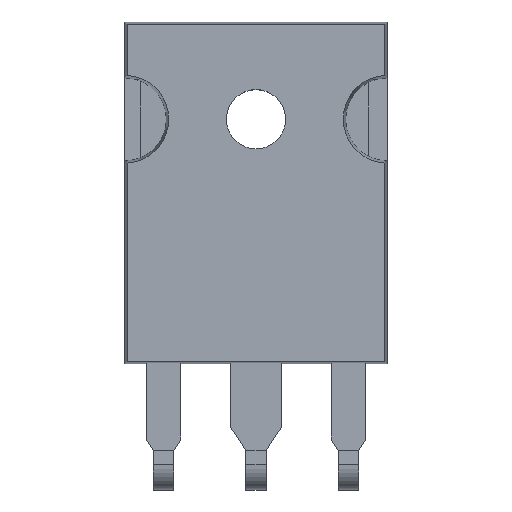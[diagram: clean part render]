
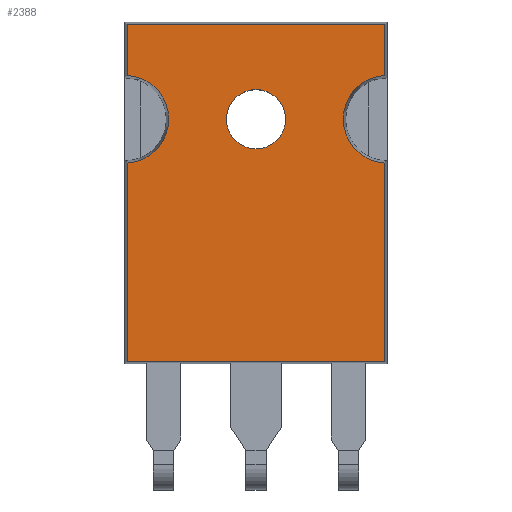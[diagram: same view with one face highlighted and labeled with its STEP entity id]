
A CAD part, top view. The second image highlights one B-rep face of the part: STEP entity #2388.
In plain terms, the highlighted planar face has unit normal (0, 0, 1).
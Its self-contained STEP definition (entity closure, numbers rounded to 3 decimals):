
#2054=CARTESIAN_POINT('',(1.75,21.39,5.3));
#2055=VERTEX_POINT('',#2054);
#2071=CARTESIAN_POINT('',(-1.75,21.39,5.3));
#2072=VERTEX_POINT('',#2071);
#2079=CARTESIAN_POINT('',(0.,21.39,5.3));
#2080=DIRECTION('',(0.0,0.0,-1.0));
#2081=DIRECTION('',(1.0,0.0,0.0));
#2082=AXIS2_PLACEMENT_3D('',#2079,#2080,#2081);
#2083=CIRCLE('',#2082,1.75);
#2084=EDGE_CURVE('',#2055,#2072,#2083,.T.);
#2095=CARTESIAN_POINT('',(0.,21.39,5.3));
#2096=DIRECTION('',(0.0,0.0,-1.0));
#2097=DIRECTION('',(1.0,0.0,0.0));
#2098=AXIS2_PLACEMENT_3D('',#2095,#2096,#2097);
#2099=CIRCLE('',#2098,1.75);
#2100=EDGE_CURVE('',#2072,#2055,#2099,.T.);
#2118=CARTESIAN_POINT('',(-7.61,27.0,5.3));
#2119=VERTEX_POINT('',#2118);
#2120=CARTESIAN_POINT('',(7.61,27.0,5.3));
#2121=VERTEX_POINT('',#2120);
#2122=CARTESIAN_POINT('',(-7.61,27.0,5.3));
#2123=DIRECTION('',(1.0,0.0,0.0));
#2124=VECTOR('',#2123,15.22);
#2125=LINE('',#2122,#2124);
#2126=EDGE_CURVE('',#2119,#2121,#2125,.T.);
#2167=CARTESIAN_POINT('',(7.61,23.976,5.3));
#2168=VERTEX_POINT('',#2167);
#2169=CARTESIAN_POINT('',(7.61,27.0,5.3));
#2170=DIRECTION('',(0.0,-1.0,0.0));
#2171=VECTOR('',#2170,3.024);
#2172=LINE('',#2169,#2171);
#2173=EDGE_CURVE('',#2121,#2168,#2172,.T.);
#2190=CARTESIAN_POINT('',(7.61,18.804,5.3));
#2191=VERTEX_POINT('',#2190);
#2192=CARTESIAN_POINT('',(7.75,21.39,5.3));
#2193=DIRECTION('',(0.0,0.0,1.0));
#2194=DIRECTION('',(-1.0,0.0,0.0));
#2195=AXIS2_PLACEMENT_3D('',#2192,#2193,#2194);
#2196=CIRCLE('',#2195,2.59);
#2197=EDGE_CURVE('',#2168,#2191,#2196,.T.);
#2224=CARTESIAN_POINT('',(7.61,7.08,5.3));
#2225=VERTEX_POINT('',#2224);
#2226=CARTESIAN_POINT('',(7.61,18.804,5.3));
#2227=DIRECTION('',(0.0,-1.0,0.0));
#2228=VECTOR('',#2227,11.724);
#2229=LINE('',#2226,#2228);
#2230=EDGE_CURVE('',#2191,#2225,#2229,.T.);
#2255=CARTESIAN_POINT('',(-7.61,7.08,5.3));
#2256=VERTEX_POINT('',#2255);
#2257=CARTESIAN_POINT('',(7.61,7.08,5.3));
#2258=DIRECTION('',(-1.0,0.0,0.0));
#2259=VECTOR('',#2258,15.22);
#2260=LINE('',#2257,#2259);
#2261=EDGE_CURVE('',#2225,#2256,#2260,.T.);
#2295=CARTESIAN_POINT('',(-7.61,18.804,5.3));
#2296=VERTEX_POINT('',#2295);
#2297=CARTESIAN_POINT('',(-7.61,7.08,5.3));
#2298=DIRECTION('',(0.0,1.0,0.0));
#2299=VECTOR('',#2298,11.724);
#2300=LINE('',#2297,#2299);
#2301=EDGE_CURVE('',#2256,#2296,#2300,.T.);
#2318=CARTESIAN_POINT('',(-7.61,23.976,5.3));
#2319=VERTEX_POINT('',#2318);
#2320=CARTESIAN_POINT('',(-7.75,21.39,5.3));
#2321=DIRECTION('',(0.0,0.0,1.0));
#2322=DIRECTION('',(1.0,0.0,0.0));
#2323=AXIS2_PLACEMENT_3D('',#2320,#2321,#2322);
#2324=CIRCLE('',#2323,2.59);
#2325=EDGE_CURVE('',#2296,#2319,#2324,.T.);
#2352=CARTESIAN_POINT('',(-7.61,23.976,5.3));
#2353=DIRECTION('',(0.0,1.0,0.0));
#2354=VECTOR('',#2353,3.024);
#2355=LINE('',#2352,#2354);
#2356=EDGE_CURVE('',#2319,#2119,#2355,.T.);
#2369=CARTESIAN_POINT('',(0.,17.356,5.3));
#2370=DIRECTION('',(0.0,0.0,1.0));
#2371=DIRECTION('',(1.0,0.0,0.0));
#2372=AXIS2_PLACEMENT_3D('',#2369,#2370,#2371);
#2373=PLANE('',#2372);
#2374=ORIENTED_EDGE('',*,*,#2126,.F.);
#2375=ORIENTED_EDGE('',*,*,#2356,.F.);
#2376=ORIENTED_EDGE('',*,*,#2325,.F.);
#2377=ORIENTED_EDGE('',*,*,#2301,.F.);
#2378=ORIENTED_EDGE('',*,*,#2261,.F.);
#2379=ORIENTED_EDGE('',*,*,#2230,.F.);
#2380=ORIENTED_EDGE('',*,*,#2197,.F.);
#2381=ORIENTED_EDGE('',*,*,#2173,.F.);
#2382=EDGE_LOOP('',(#2374,#2375,#2376,#2377,#2378,#2379,#2380,#2381));
#2383=FACE_OUTER_BOUND('',#2382,.T.);
#2384=ORIENTED_EDGE('',*,*,#2084,.T.);
#2385=ORIENTED_EDGE('',*,*,#2100,.T.);
#2386=EDGE_LOOP('',(#2384,#2385));
#2387=FACE_BOUND('',#2386,.T.);
#2388=ADVANCED_FACE('',(#2383,#2387),#2373,.T.);
